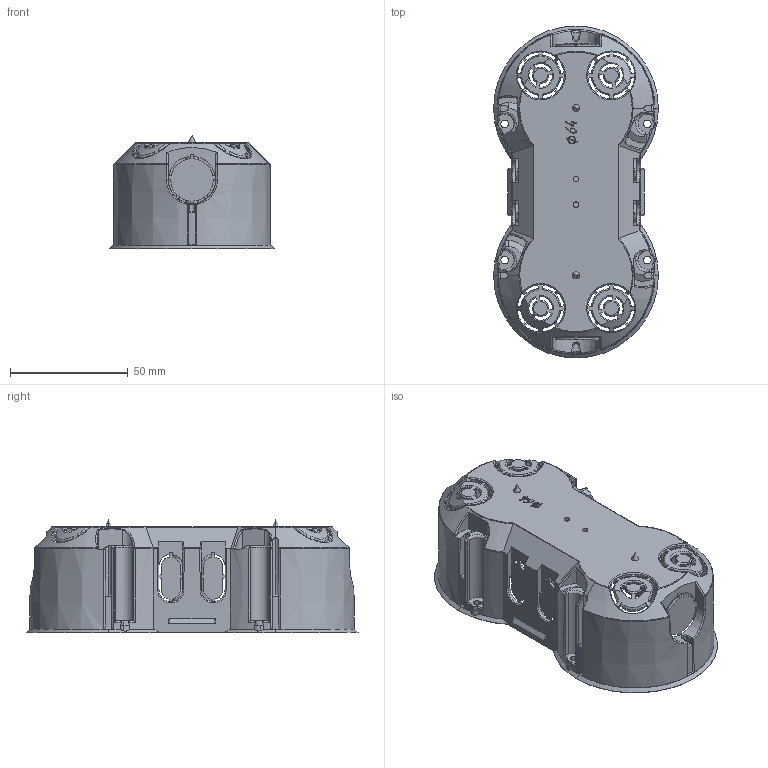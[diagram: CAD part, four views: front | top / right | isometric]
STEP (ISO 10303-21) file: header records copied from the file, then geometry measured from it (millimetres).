
FILE_DESCRIPTION (( 'STEP AP203' ), '1' );
FILE_NAME ('GE40007-ﾎ.STEP', '2021-10-12T10:10:27', ( '' ), ( '' ), 'SwSTEP 2.0', 'SolidWorks 2018', '' );
FILE_SCHEMA (( 'CONFIG_CONTROL_DESIGN' ));
Length unit declared in the file: millimetre
Products named in the file (1): GE40007-ﾎ
Bounding box: 70 x 141 x 48.22 mm (x, y, z)
Volume: 40599.6 mm3; surface area: 56190.9 mm2
Topology: 20 solids, 20 shells, 2302 faces, 6157 edges, 3824 vertices
Faces by surface type: plane 934, cylinder 735, bspline 361, cone 270, torus 2
Entity records: 84166 total; most frequent: CARTESIAN_POINT 31206, ORIENTED_EDGE 12224, DIRECTION 9697, EDGE_CURVE 6112, VERTEX_POINT 3824, AXIS2_PLACEMENT_3D 3240, VECTOR 3217, LINE 3217
